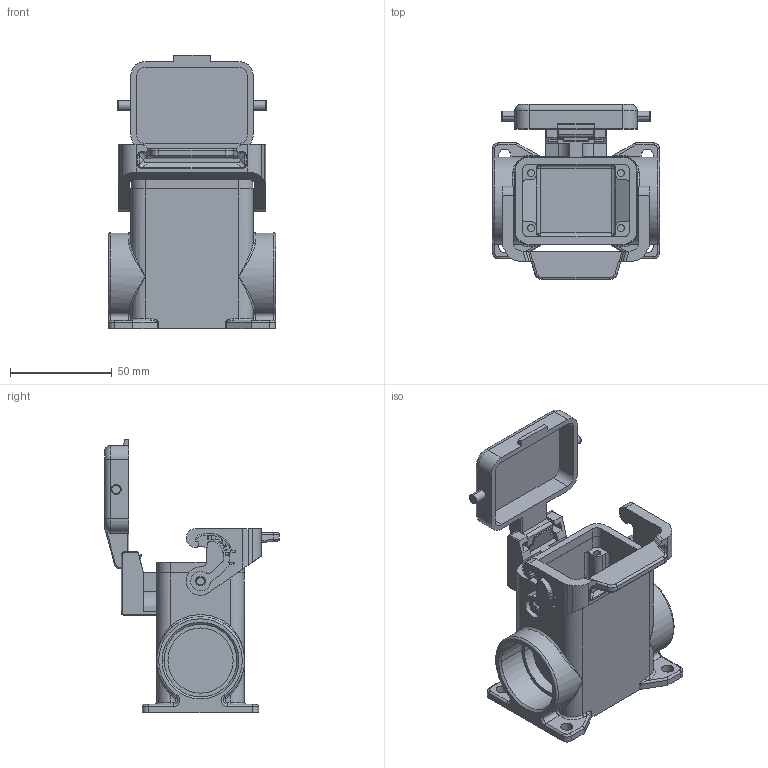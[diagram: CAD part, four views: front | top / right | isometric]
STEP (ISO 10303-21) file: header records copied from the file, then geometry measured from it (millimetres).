
FILE_DESCRIPTION(('Creo Elements/Direct Modeling STEP Export'),'2;1');
FILE_NAME('0ln7uvk5h7826is5420','2022-02-14T16:08:52',(''),(''),'Creo Elements/Direct Modeling STEP processor for AP214 (Solid Model)','Creo Elements/Direct Modeling 20.1B 02-Apr-2019 (C) Parametric Technology GmbH','');
FILE_SCHEMA(('AUTOMOTIVE_DESIGN { 1 0 10303 214 1 1 1 1 }'));
Length unit declared in the file: millimetre
Products named in the file (2): MLAP_06_LS32
Assembly tree (1 placements, depth 2):
  MLAP_06_LS32
    MLAP_06_LS32
Bounding box: 82 x 85.85 x 134 mm (x, y, z)
Volume: 118571 mm3; surface area: 60953.2 mm2
Topology: 1 solids, 1 shells, 918 faces, 2485 edges, 1607 vertices
Faces by surface type: plane 567, cylinder 263, torus 48, bspline 36, cone 4
Entity records: 46049 total; most frequent: CARTESIAN_POINT 15958, ORIENTED_EDGE 4954, DIRECTION 4458, EDGE_CURVE 2477, VECTOR 1776, LINE 1776, VERTEX_POINT 1607, AXIS2_PLACEMENT_3D 1341
